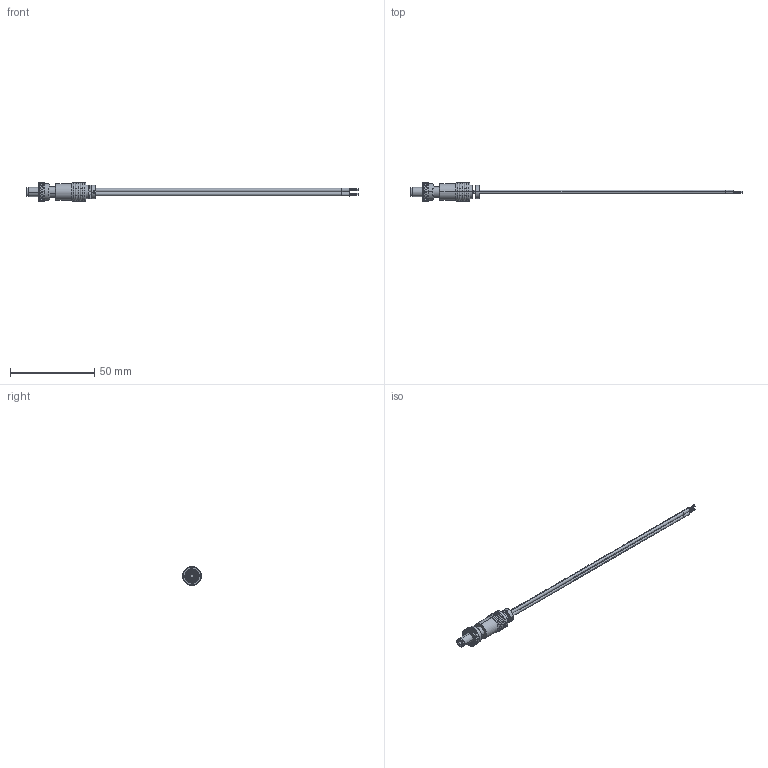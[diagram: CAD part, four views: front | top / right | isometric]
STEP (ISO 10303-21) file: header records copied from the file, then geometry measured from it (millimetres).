
FILE_DESCRIPTION (( 'STEP AP203' ), '1' );
FILE_NAME ('10-05240_revA.STEP', '2022-11-02T19:04:25', ( '' ), ( '' ), 'SwSTEP 2.0', 'SolidWorks 2021', '' );
FILE_SCHEMA (( 'CONFIG_CONTROL_DESIGN' ));
Length unit declared in the file: millimetre
Products named in the file (10): 50-00011 insulator; 50-00011 pin; 50-00011; 10-05240_revA; 50-00011 shell 2; 50-00011 interior shell; 30-00007_s&t 5mm; 50-00011 locking ring; 50-00011 shell; 24-00016
Assembly tree (9 placements, depth 3):
  10-05240_revA
    30-00007_s&t 5mm
    24-00016
    50-00011
      50-00011 insulator
      50-00011 interior shell
      50-00011 locking ring
      50-00011 pin
      50-00011 shell 2
      50-00011 shell
Bounding box: 197.4 x 11 x 11 mm (x, y, z)
Volume: 3662.9 mm3; surface area: 18949 mm2
Topology: 181 solids, 181 shells, 2204 faces, 4628 edges, 2812 vertices
Faces by surface type: plane 729, cylinder 729, bspline 665, torus 58, cone 23
Entity records: 81024 total; most frequent: CARTESIAN_POINT 37986, ORIENTED_EDGE 9252, DIRECTION 7023, EDGE_CURVE 4626, AXIS2_PLACEMENT_3D 2906, VERTEX_POINT 2812, EDGE_LOOP 2406, ADVANCED_FACE 2204
